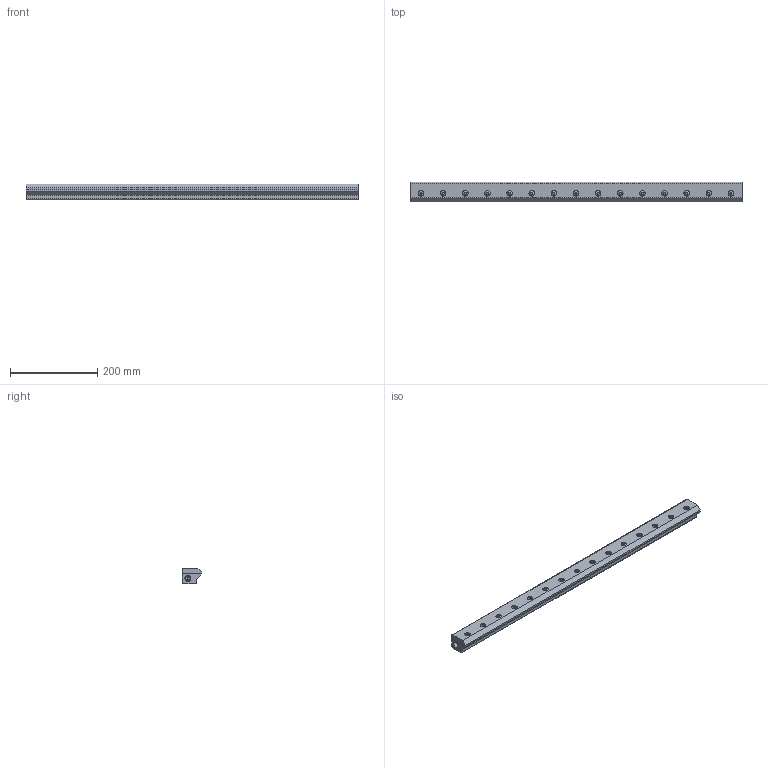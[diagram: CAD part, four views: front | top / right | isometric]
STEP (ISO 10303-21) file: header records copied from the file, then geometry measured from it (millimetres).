
FILE_DESCRIPTION((''),'2;1');
FILE_NAME('110030.stp','2010-03-25T15:28:42',('Dan Preston'),(''),'Autodesk Inventor 2010','Autodesk Inventor 2010','');
FILE_SCHEMA(('AUTOMOTIVE_DESIGN { 1 0 10303 214 1 1 1 1 }'));
Length unit declared in the file: inch
Products named in the file (18): Assembly1; Part2; Part4; Part6; Part8; Part10; Part12; Part14; Part16; Part18; Part20; Part22; Part24; Part26; Part28; Part30; Part32; Part34
Assembly tree (17 placements, depth 2):
  Assembly1
    Part2
    Part4
    Part6
    Part8
    Part10
    Part12
    Part14
    Part16
    Part18
    Part20
    Part22
    Part24
    Part26
    Part28
    Part30
    Part32
    Part34
Bounding box: 762 x 44.44 x 36.69 mm (x, y, z)
Volume: 1048280.4 mm3; surface area: 201737.6 mm2
Topology: 17 solids, 17 shells, 304 faces, 662 edges, 441 vertices
Faces by surface type: plane 181, cylinder 79, bspline 27, cone 17
Full cylindrical faces by diameter (mm): 5.105 x15, 6.35 x15, 7.163 x15, 10.999 x1, 11.1 x15, 12.7 x15
Entity records: 8807 total; most frequent: CARTESIAN_POINT 2073, DIRECTION 1334, ORIENTED_EDGE 1016, EDGE_LOOP 530, AXIS2_PLACEMENT_3D 514, EDGE_CURVE 508, VERTEX_POINT 404, VECTOR 306
